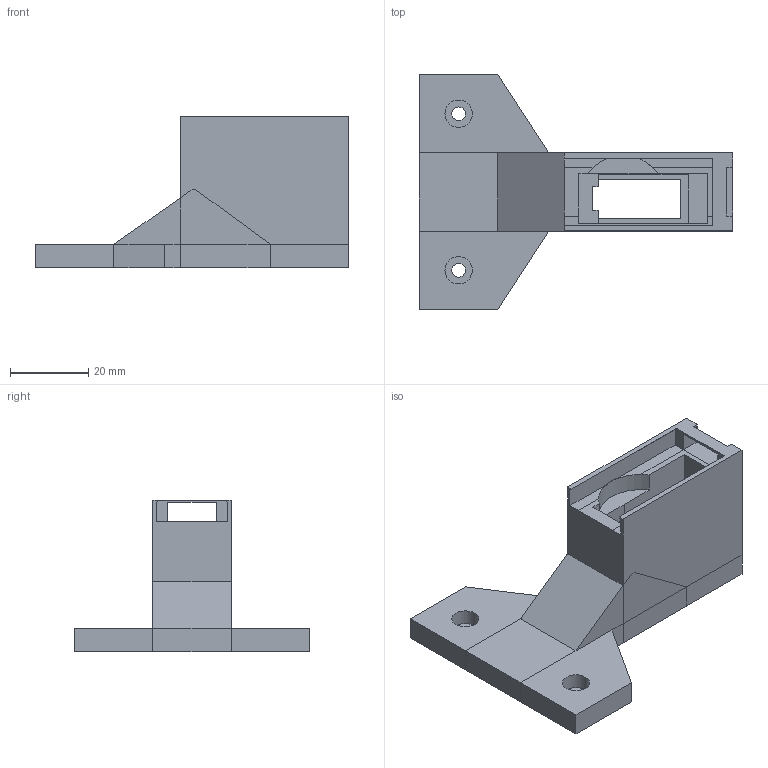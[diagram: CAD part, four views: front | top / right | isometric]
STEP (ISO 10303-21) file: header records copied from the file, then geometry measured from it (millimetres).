
FILE_DESCRIPTION(('FreeCAD Model'),'2;1');
FILE_NAME('Open CASCADE Shape Model','2024-01-18T20:48:59',('Author'),( ''),'Open CASCADE STEP processor 7.5','FreeCAD','Unknown');
FILE_SCHEMA(('AUTOMOTIVE_DESIGN { 1 0 10303 214 1 1 1 1 }'));
Length unit declared in the file: millimetre
Products named in the file (1): difference002
Bounding box: 80 x 60 x 38.8 mm (x, y, z)
Volume: 28875.9 mm3; surface area: 14230.1 mm2
Topology: 1 solids, 1 shells, 124 faces, 314 edges, 190 vertices
Faces by surface type: plane 119, cylinder 5
Full cylindrical faces by diameter (mm): 3.5 x2, 7 x2
Entity records: 3626 total; most frequent: CARTESIAN_POINT 629, ORIENTED_EDGE 628, DIRECTION 578, EDGE_CURVE 314, LINE 300, VECTOR 300, VERTEX_POINT 190, AXIS2_PLACEMENT_3D 139
